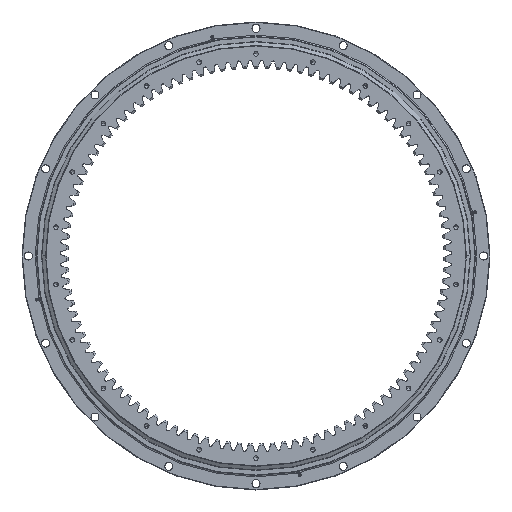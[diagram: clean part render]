
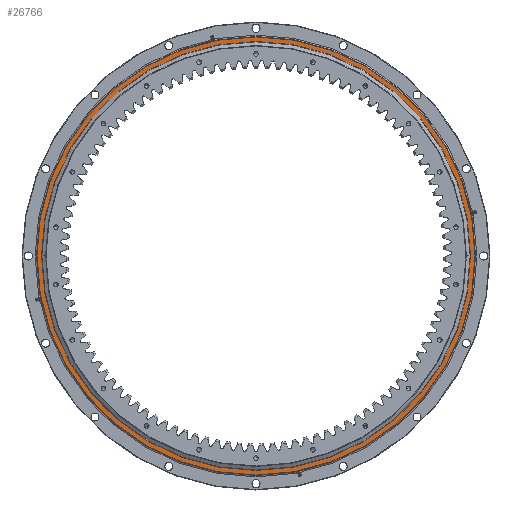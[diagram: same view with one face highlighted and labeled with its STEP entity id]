
A CAD part, top view. The second image highlights one B-rep face of the part: STEP entity #26766.
In plain terms, the highlighted face is planar.
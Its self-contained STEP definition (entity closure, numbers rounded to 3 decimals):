
#2539 = AXIS2_PLACEMENT_3D ( 'NONE', #45395, #22270, #49258 ) ;
#3613 = EDGE_CURVE ( 'NONE', #12737, #31201, #43872, .T. ) ;
#4221 = DIRECTION ( 'NONE',  ( 0., 0., -1. ) ) ;
#4482 = EDGE_LOOP ( 'NONE', ( #47628, #36953 ) ) ;
#4578 = CARTESIAN_POINT ( 'NONE',  ( -491.5, 0., -18. ) ) ;
#7916 = FACE_OUTER_BOUND ( 'NONE', #22478, .T. ) ;
#9360 = CARTESIAN_POINT ( 'NONE',  ( 473.75, 0., -18. ) ) ;
#9461 = AXIS2_PLACEMENT_3D ( 'NONE', #4578, #39140, #16085 ) ;
#9591 = DIRECTION ( 'NONE',  ( 0., 0., -1. ) ) ;
#10323 = CIRCLE ( 'NONE', #24618, 473.75 ) ;
#11543 = VERTEX_POINT ( 'NONE', #9360 ) ;
#12522 = ORIENTED_EDGE ( 'NONE', *, *, #17776, .T. ) ;
#12737 = VERTEX_POINT ( 'NONE', #17952 ) ;
#16085 = DIRECTION ( 'NONE',  ( 1., 0., 0. ) ) ;
#17776 = EDGE_CURVE ( 'NONE', #31201, #12737, #36379, .T. ) ;
#17952 = CARTESIAN_POINT ( 'NONE',  ( -490.5, 0., -18. ) ) ;
#18130 = FACE_BOUND ( 'NONE', #4482, .T. ) ;
#18321 = DIRECTION ( 'NONE',  ( 0., 0., 1. ) ) ;
#22270 = DIRECTION ( 'NONE',  ( 0., 0., 1. ) ) ;
#22478 = EDGE_LOOP ( 'NONE', ( #12522, #37910 ) ) ;
#24618 = AXIS2_PLACEMENT_3D ( 'NONE', #41387, #18321, #45295 ) ;
#26766 = ADVANCED_FACE ( 'NONE', ( #18130, #7916 ), #31430, .F. ) ;
#27194 = CARTESIAN_POINT ( 'NONE',  ( 0., 0., -18. ) ) ;
#27840 = VERTEX_POINT ( 'NONE', #35537 ) ;
#28125 = EDGE_CURVE ( 'NONE', #27840, #11543, #10323, .T. ) ;
#31090 = DIRECTION ( 'NONE',  ( 1., 0., 0. ) ) ;
#31201 = VERTEX_POINT ( 'NONE', #31203 ) ;
#31203 = CARTESIAN_POINT ( 'NONE',  ( 490.5, 0., -18. ) ) ;
#31430 = PLANE ( 'NONE',  #9461 ) ;
#32672 = CARTESIAN_POINT ( 'NONE',  ( 0., 0., -18. ) ) ;
#34134 = AXIS2_PLACEMENT_3D ( 'NONE', #32672, #9591, #36521 ) ;
#35537 = CARTESIAN_POINT ( 'NONE',  ( -473.75, 0., -18. ) ) ;
#36379 = CIRCLE ( 'NONE', #46173, 490.5 ) ;
#36521 = DIRECTION ( 'NONE',  ( 1., 0., 0. ) ) ;
#36953 = ORIENTED_EDGE ( 'NONE', *, *, #48260, .T. ) ;
#37910 = ORIENTED_EDGE ( 'NONE', *, *, #3613, .T. ) ;
#39140 = DIRECTION ( 'NONE',  ( 0., 0., 1. ) ) ;
#41387 = CARTESIAN_POINT ( 'NONE',  ( 0., 0., -18. ) ) ;
#43872 = CIRCLE ( 'NONE', #34134, 490.5 ) ;
#44579 = CIRCLE ( 'NONE', #2539, 473.75 ) ;
#45295 = DIRECTION ( 'NONE',  ( 1., 0., 0. ) ) ;
#45395 = CARTESIAN_POINT ( 'NONE',  ( 0., 0., -18. ) ) ;
#46173 = AXIS2_PLACEMENT_3D ( 'NONE', #27194, #4221, #31090 ) ;
#47628 = ORIENTED_EDGE ( 'NONE', *, *, #28125, .T. ) ;
#48260 = EDGE_CURVE ( 'NONE', #11543, #27840, #44579, .T. ) ;
#49258 = DIRECTION ( 'NONE',  ( 1., 0., 0. ) ) ;
